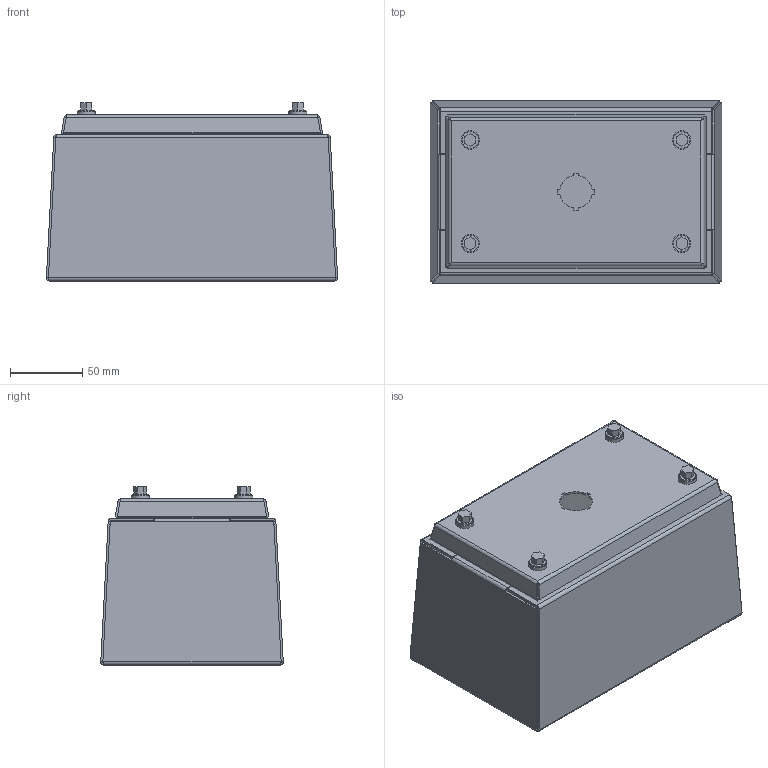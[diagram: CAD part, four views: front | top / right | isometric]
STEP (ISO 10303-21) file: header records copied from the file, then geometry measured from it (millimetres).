
FILE_DESCRIPTION (( 'STEP AP214' ), '1' );
FILE_NAME ('HYMPB1SS.STEP', '2021-09-09T10:10:17', ( '' ), ( '' ), 'SwSTEP 2.0', 'SolidWorks 2021', '' );
FILE_SCHEMA (( 'AUTOMOTIVE_DESIGN' ));
Length unit declared in the file: inch
Products named in the file (1): HYMPB1SS
Bounding box: 201.72 x 126.38 x 123.42 mm (x, y, z)
Volume: 241843.7 mm3; surface area: 305431.4 mm2
Topology: 22 solids, 22 shells, 467 faces, 1055 edges, 660 vertices
Faces by surface type: plane 308, cylinder 136, bspline 16, cone 7
Full cylindrical faces by diameter (mm): 1.651 x4, 3.967 x1, 4.826 x5, 5.969 x4, 6.071 x4, 6.096 x4, 6.35 x9, 6.426 x4, 8.001 x4, 9.525 x5, 10.16 x4, 10.312 x4, 11.43 x4, 12.7 x4
Entity records: 19788 total; most frequent: CARTESIAN_POINT 3156, DIRECTION 2092, ORIENTED_EDGE 1964, EDGE_CURVE 982, AXIS2_PLACEMENT_3D 710, VECTOR 672, LINE 672, VERTEX_POINT 654
